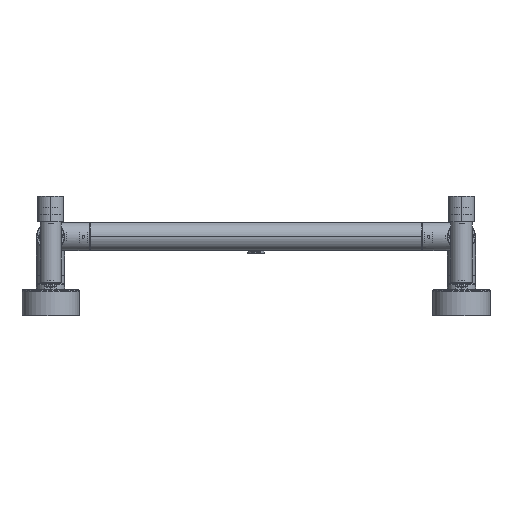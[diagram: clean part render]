
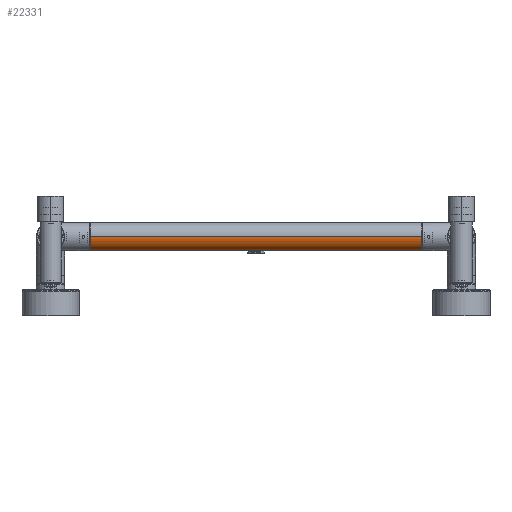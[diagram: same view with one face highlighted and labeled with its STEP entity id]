
A CAD part, front view. The second image highlights one B-rep face of the part: STEP entity #22331.
In plain terms, the highlighted cylindrical face has radius 16 mm (diameter 32 mm), a partial arc.
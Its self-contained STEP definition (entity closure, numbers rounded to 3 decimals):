
#22214=CARTESIAN_POINT('Vertex',(-424.,64.,0.)) ;
#22216=CARTESIAN_POINT('Vertex',(-424.,32.,0.)) ;
#22219=CARTESIAN_POINT('Axis2P3D Location',(-424.,48.,0.)) ;
#22289=CARTESIAN_POINT('Axis2P3D Location',(-424.,48.,0.)) ;
#22294=CARTESIAN_POINT('Line Origine',(-424.,32.,0.)) ;
#22298=CARTESIAN_POINT('Vertex',(-44.,32.,0.)) ;
#22305=CARTESIAN_POINT('Vertex',(-44.,64.,0.)) ;
#22308=CARTESIAN_POINT('Line Origine',(-424.,64.,0.)) ;
#22320=CARTESIAN_POINT('Axis2P3D Location',(-44.,48.,0.)) ;
#22296=VECTOR('Line Direction',#22295,1.) ;
#22310=VECTOR('Line Direction',#22309,1.) ;
#22220=DIRECTION('Axis2P3D Direction',(1.,0.,0.)) ;
#22290=DIRECTION('Axis2P3D Direction',(1.,0.,0.)) ;
#22291=DIRECTION('Axis2P3D XDirection',(0.,-1.,0.)) ;
#22295=DIRECTION('Vector Direction',(1.,0.,0.)) ;
#22309=DIRECTION('Vector Direction',(1.,0.,0.)) ;
#22321=DIRECTION('Axis2P3D Direction',(1.,0.,0.)) ;
#22221=AXIS2_PLACEMENT_3D('Circle Axis2P3D',#22219,#22220,$) ;
#22292=AXIS2_PLACEMENT_3D('Cylinder Axis2P3D',#22289,#22290,#22291) ;
#22322=AXIS2_PLACEMENT_3D('Circle Axis2P3D',#22320,#22321,$) ;
#22297=LINE('Line',#22294,#22296) ;
#22311=LINE('Line',#22308,#22310) ;
#22222=CIRCLE('generated circle',#22221,16.) ;
#22323=CIRCLE('generated circle',#22322,16.) ;
#22293=CYLINDRICAL_SURFACE('generated cylinder',#22292,16.) ;
#22223=EDGE_CURVE('',#22217,#22215,#22222,.T.) ;
#22300=EDGE_CURVE('',#22217,#22299,#22297,.T.) ;
#22312=EDGE_CURVE('',#22215,#22306,#22311,.T.) ;
#22324=EDGE_CURVE('',#22299,#22306,#22323,.T.) ;
#22326=ORIENTED_EDGE('',*,*,#22312,.T.) ;
#22327=ORIENTED_EDGE('',*,*,#22324,.F.) ;
#22328=ORIENTED_EDGE('',*,*,#22300,.F.) ;
#22329=ORIENTED_EDGE('',*,*,#22223,.T.) ;
#22325=EDGE_LOOP('',(#22326,#22327,#22328,#22329)) ;
#22215=VERTEX_POINT('',#22214) ;
#22217=VERTEX_POINT('',#22216) ;
#22299=VERTEX_POINT('',#22298) ;
#22306=VERTEX_POINT('',#22305) ;
#22331=ADVANCED_FACE('36\\MANIFOLD_SOLID_BREP #34321',(#22330),#22293,.T.) ;
#22330=FACE_OUTER_BOUND('',#22325,.T.) ;
